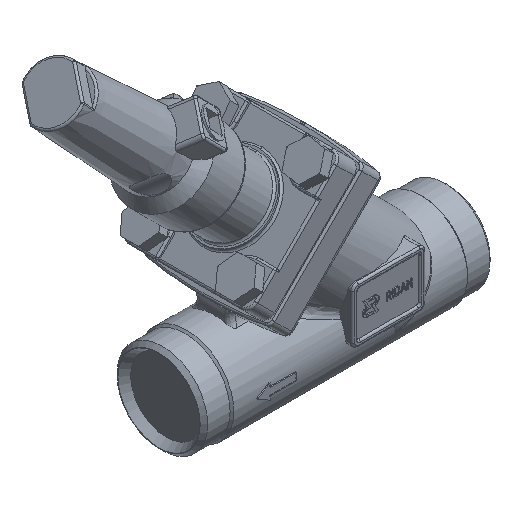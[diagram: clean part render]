
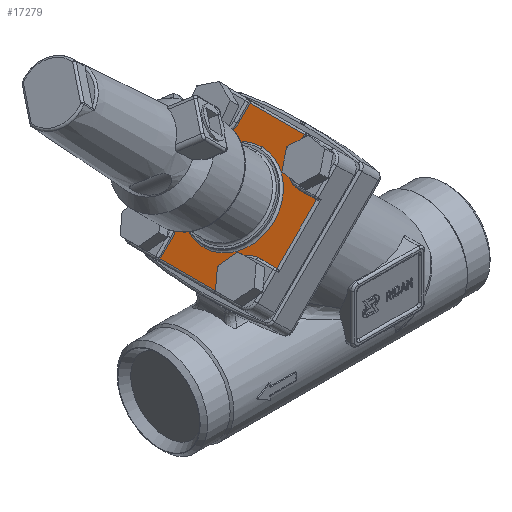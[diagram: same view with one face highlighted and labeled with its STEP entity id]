
A CAD part, isometric view. The second image highlights one B-rep face of the part: STEP entity #17279.
In plain terms, the highlighted planar face has unit normal (-0.707, 0, 0.707).
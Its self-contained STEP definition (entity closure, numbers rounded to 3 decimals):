
#16773=CARTESIAN_POINT('',(-13.705,-15.,98.288));
#16774=VERTEX_POINT('',#16773);
#16781=CARTESIAN_POINT('',(-20.069,-15.,91.924));
#16782=VERTEX_POINT('',#16781);
#16783=CARTESIAN_POINT('',(-20.069,-15.,91.924));
#16784=DIRECTION('',(0.707,-0.,0.707));
#16785=VECTOR('',#16784,9.);
#16786=LINE('',#16783,#16785);
#16787=EDGE_CURVE('',#16782,#16774,#16786,.T.);
#16803=CARTESIAN_POINT('',(-13.705,15.,98.288));
#16804=VERTEX_POINT('',#16803);
#16805=CARTESIAN_POINT('',(-20.069,15.,91.924));
#16806=VERTEX_POINT('',#16805);
#16807=CARTESIAN_POINT('',(-13.705,15.,98.288));
#16808=DIRECTION('',(-0.707,0.,-0.707));
#16809=VECTOR('',#16808,9.);
#16810=LINE('',#16807,#16809);
#16811=EDGE_CURVE('',#16804,#16806,#16810,.T.);
#16853=CARTESIAN_POINT('',(-27.14,25.,84.853));
#16854=VERTEX_POINT('',#16853);
#16861=CARTESIAN_POINT('',(-20.069,25.,91.924));
#16862=DIRECTION('',(0.707,0.,-0.707));
#16863=DIRECTION('',(-0.707,0.,-0.707));
#16864=AXIS2_PLACEMENT_3D('',#16861,#16862,#16863);
#16865=CIRCLE('',#16864,10.);
#16866=EDGE_CURVE('',#16806,#16854,#16865,.T.);
#16884=CARTESIAN_POINT('',(-27.14,34.,84.853));
#16885=VERTEX_POINT('',#16884);
#16892=CARTESIAN_POINT('',(-27.14,25.,84.853));
#16893=DIRECTION('',(0.,1.,0.));
#16894=VECTOR('',#16893,9.);
#16895=LINE('',#16892,#16894);
#16896=EDGE_CURVE('',#16854,#16885,#16895,.T.);
#16907=CARTESIAN_POINT('',(-48.353,34.,63.64));
#16908=VERTEX_POINT('',#16907);
#16909=CARTESIAN_POINT('',(-48.353,25.,63.64));
#16910=VERTEX_POINT('',#16909);
#16911=CARTESIAN_POINT('',(-48.353,34.,63.64));
#16912=DIRECTION('',(-0.,-1.,-0.));
#16913=VECTOR('',#16912,9.);
#16914=LINE('',#16911,#16913);
#16915=EDGE_CURVE('',#16908,#16910,#16914,.T.);
#16957=CARTESIAN_POINT('',(-55.424,15.,56.569));
#16958=VERTEX_POINT('',#16957);
#16965=CARTESIAN_POINT('',(-55.424,25.,56.569));
#16966=DIRECTION('',(0.707,0.,-0.707));
#16967=DIRECTION('',(-0.707,0.,-0.707));
#16968=AXIS2_PLACEMENT_3D('',#16965,#16966,#16967);
#16969=CIRCLE('',#16968,10.);
#16970=EDGE_CURVE('',#16910,#16958,#16969,.T.);
#16988=CARTESIAN_POINT('',(-61.788,15.,50.205));
#16989=VERTEX_POINT('',#16988);
#16996=CARTESIAN_POINT('',(-55.424,15.,56.569));
#16997=DIRECTION('',(-0.707,0.,-0.707));
#16998=VECTOR('',#16997,9.);
#16999=LINE('',#16996,#16998);
#17000=EDGE_CURVE('',#16958,#16989,#16999,.T.);
#17011=CARTESIAN_POINT('',(-61.788,-15.,50.205));
#17012=VERTEX_POINT('',#17011);
#17013=CARTESIAN_POINT('',(-55.424,-15.,56.569));
#17014=VERTEX_POINT('',#17013);
#17015=CARTESIAN_POINT('',(-61.788,-15.,50.205));
#17016=DIRECTION('',(0.707,-0.,0.707));
#17017=VECTOR('',#17016,9.);
#17018=LINE('',#17015,#17017);
#17019=EDGE_CURVE('',#17012,#17014,#17018,.T.);
#17061=CARTESIAN_POINT('',(-48.353,-25.,63.64));
#17062=VERTEX_POINT('',#17061);
#17069=CARTESIAN_POINT('',(-55.424,-25.,56.569));
#17070=DIRECTION('',(0.707,0.,-0.707));
#17071=DIRECTION('',(-0.707,0.,-0.707));
#17072=AXIS2_PLACEMENT_3D('',#17069,#17070,#17071);
#17073=CIRCLE('',#17072,10.);
#17074=EDGE_CURVE('',#17014,#17062,#17073,.T.);
#17092=CARTESIAN_POINT('',(-48.353,-34.,63.64));
#17093=VERTEX_POINT('',#17092);
#17100=CARTESIAN_POINT('',(-48.353,-25.,63.64));
#17101=DIRECTION('',(-0.,-1.,-0.));
#17102=VECTOR('',#17101,9.);
#17103=LINE('',#17100,#17102);
#17104=EDGE_CURVE('',#17062,#17093,#17103,.T.);
#17115=CARTESIAN_POINT('',(-27.14,-34.,84.853));
#17116=VERTEX_POINT('',#17115);
#17117=CARTESIAN_POINT('',(-27.14,-25.,84.853));
#17118=VERTEX_POINT('',#17117);
#17119=CARTESIAN_POINT('',(-27.14,-34.,84.853));
#17120=DIRECTION('',(0.,1.,0.));
#17121=VECTOR('',#17120,9.);
#17122=LINE('',#17119,#17121);
#17123=EDGE_CURVE('',#17116,#17118,#17122,.T.);
#17164=CARTESIAN_POINT('',(-20.069,-25.,91.924));
#17165=DIRECTION('',(0.707,0.,-0.707));
#17166=DIRECTION('',(-0.707,0.,-0.707));
#17167=AXIS2_PLACEMENT_3D('',#17164,#17165,#17166);
#17168=CIRCLE('',#17167,10.);
#17169=EDGE_CURVE('',#17118,#16782,#17168,.T.);
#17216=CARTESIAN_POINT('',(-37.746,0.,74.246));
#17217=DIRECTION('',(-0.707,-0.,0.707));
#17218=DIRECTION('',(-0.707,0.,-0.707));
#17219=AXIS2_PLACEMENT_3D('',#17216,#17217,#17218);
#17220=PLANE('',#17219);
#17221=CARTESIAN_POINT('',(-53.303,0.,58.69));
#17222=VERTEX_POINT('',#17221);
#17223=CARTESIAN_POINT('',(-22.19,0.,89.803));
#17224=VERTEX_POINT('',#17223);
#17225=CARTESIAN_POINT('',(-37.746,0.,74.246));
#17226=DIRECTION('',(0.707,0.,-0.707));
#17227=DIRECTION('',(0.707,-0.,0.707));
#17228=AXIS2_PLACEMENT_3D('',#17225,#17226,#17227);
#17229=CIRCLE('',#17228,22.);
#17230=EDGE_CURVE('',#17222,#17224,#17229,.T.);
#17231=ORIENTED_EDGE('',*,*,#17230,.T.);
#17232=CARTESIAN_POINT('',(-37.746,0.,74.246));
#17233=DIRECTION('',(0.707,0.,-0.707));
#17234=DIRECTION('',(0.707,-0.,0.707));
#17235=AXIS2_PLACEMENT_3D('',#17232,#17233,#17234);
#17236=CIRCLE('',#17235,22.);
#17237=EDGE_CURVE('',#17224,#17222,#17236,.T.);
#17238=ORIENTED_EDGE('',*,*,#17237,.T.);
#17239=EDGE_LOOP('',(#17231,#17238));
#17240=FACE_BOUND('',#17239,.T.);
#17241=ORIENTED_EDGE('',*,*,#17000,.T.);
#17242=CARTESIAN_POINT('',(-61.788,15.,50.205));
#17243=DIRECTION('',(-0.,-1.,-0.));
#17244=VECTOR('',#17243,30.);
#17245=LINE('',#17242,#17244);
#17246=EDGE_CURVE('',#16989,#17012,#17245,.T.);
#17247=ORIENTED_EDGE('',*,*,#17246,.T.);
#17248=ORIENTED_EDGE('',*,*,#17019,.T.);
#17249=ORIENTED_EDGE('',*,*,#17074,.T.);
#17250=ORIENTED_EDGE('',*,*,#17104,.T.);
#17251=CARTESIAN_POINT('',(-48.353,-34.,63.64));
#17252=DIRECTION('',(0.707,-0.,0.707));
#17253=VECTOR('',#17252,30.);
#17254=LINE('',#17251,#17253);
#17255=EDGE_CURVE('',#17093,#17116,#17254,.T.);
#17256=ORIENTED_EDGE('',*,*,#17255,.T.);
#17257=ORIENTED_EDGE('',*,*,#17123,.T.);
#17258=ORIENTED_EDGE('',*,*,#17169,.T.);
#17259=ORIENTED_EDGE('',*,*,#16787,.T.);
#17260=CARTESIAN_POINT('',(-13.705,-15.,98.288));
#17261=DIRECTION('',(0.,1.,0.));
#17262=VECTOR('',#17261,30.);
#17263=LINE('',#17260,#17262);
#17264=EDGE_CURVE('',#16774,#16804,#17263,.T.);
#17265=ORIENTED_EDGE('',*,*,#17264,.T.);
#17266=ORIENTED_EDGE('',*,*,#16811,.T.);
#17267=ORIENTED_EDGE('',*,*,#16866,.T.);
#17268=ORIENTED_EDGE('',*,*,#16896,.T.);
#17269=CARTESIAN_POINT('',(-27.14,34.,84.853));
#17270=DIRECTION('',(-0.707,0.,-0.707));
#17271=VECTOR('',#17270,30.);
#17272=LINE('',#17269,#17271);
#17273=EDGE_CURVE('',#16885,#16908,#17272,.T.);
#17274=ORIENTED_EDGE('',*,*,#17273,.T.);
#17275=ORIENTED_EDGE('',*,*,#16915,.T.);
#17276=ORIENTED_EDGE('',*,*,#16970,.T.);
#17277=EDGE_LOOP('',(#17241,#17247,#17248,#17249,#17250,#17256,#17257,#17258,#17259,#17265,#17266,#17267,#17268,#17274,#17275,#17276));
#17278=FACE_BOUND('',#17277,.T.);
#17279=ADVANCED_FACE('',(#17240,#17278),#17220,.T.);
